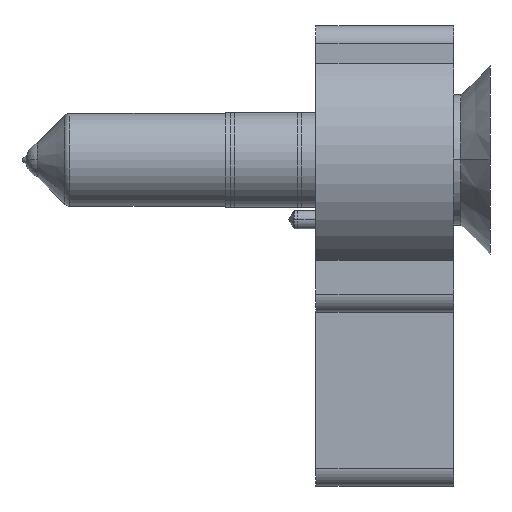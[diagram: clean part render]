
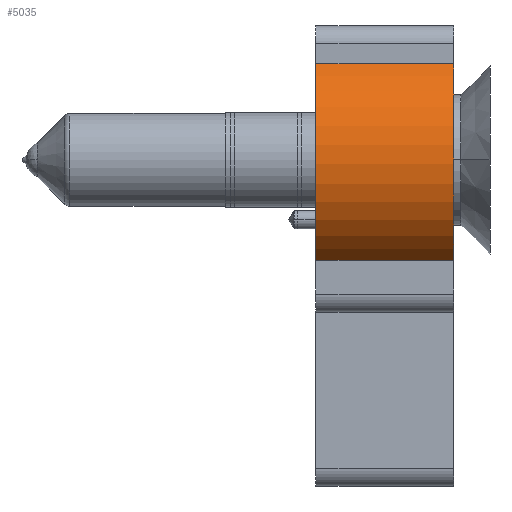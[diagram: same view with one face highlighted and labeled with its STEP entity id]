
A CAD part, front view. The second image highlights one B-rep face of the part: STEP entity #5035.
In plain terms, the highlighted cylindrical face has radius 32 mm (diameter 64 mm), a partial arc.
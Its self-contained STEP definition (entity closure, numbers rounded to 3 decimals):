
#64 = ORIENTED_EDGE ( 'NONE', *, *, #15693, .T. ) ;
#954 = EDGE_CURVE ( 'NONE', #7313, #4591, #16809, .T. ) ;
#1253 = DIRECTION ( 'NONE',  ( 0., 0., 1. ) ) ;
#1384 = ORIENTED_EDGE ( 'NONE', *, *, #954, .T. ) ;
#1497 = ORIENTED_EDGE ( 'NONE', *, *, #10562, .F. ) ;
#2753 = CARTESIAN_POINT ( 'NONE',  ( -18., -26.458, -38. ) ) ;
#3141 = DIRECTION ( 'NONE',  ( 0., 0., 1. ) ) ;
#3552 = CARTESIAN_POINT ( 'NONE',  ( 0., 0., -38. ) ) ;
#4591 = VERTEX_POINT ( 'NONE', #12656 ) ;
#4932 = CIRCLE ( 'NONE', #11786, 32. ) ;
#5035 = ADVANCED_FACE ( 'NONE', ( #13588 ), #16071, .T. ) ;
#5165 = AXIS2_PLACEMENT_3D ( 'NONE', #12037, #1253, #17326 ) ;
#5352 = CARTESIAN_POINT ( 'NONE',  ( 0., 0., 0. ) ) ;
#5468 = DIRECTION ( 'NONE',  ( 0., 0., 1. ) ) ;
#5692 = CARTESIAN_POINT ( 'NONE',  ( -16., 27.713, -38. ) ) ;
#6104 = DIRECTION ( 'NONE',  ( 1., 0., 0. ) ) ;
#6387 = CARTESIAN_POINT ( 'NONE',  ( -16., 27.713, -38. ) ) ;
#7162 = VERTEX_POINT ( 'NONE', #6387 ) ;
#7313 = VERTEX_POINT ( 'NONE', #12445 ) ;
#7630 = VERTEX_POINT ( 'NONE', #12247 ) ;
#8953 = DIRECTION ( 'NONE',  ( 0., 0., 1. ) ) ;
#9457 = DIRECTION ( 'NONE',  ( 1., 0., 0. ) ) ;
#9845 = EDGE_LOOP ( 'NONE', ( #15474, #1497, #64, #1384 ) ) ;
#10427 = VECTOR ( 'NONE', #3141, 1000. ) ;
#10562 = EDGE_CURVE ( 'NONE', #7162, #7630, #12101, .T. ) ;
#11786 = AXIS2_PLACEMENT_3D ( 'NONE', #5352, #5468, #9457 ) ;
#12037 = CARTESIAN_POINT ( 'NONE',  ( 0., 0., -38. ) ) ;
#12101 = LINE ( 'NONE', #5692, #10427 ) ;
#12247 = CARTESIAN_POINT ( 'NONE',  ( -16., 27.713, 0. ) ) ;
#12445 = CARTESIAN_POINT ( 'NONE',  ( -18., -26.458, -38. ) ) ;
#12656 = CARTESIAN_POINT ( 'NONE',  ( -18., -26.458, 0. ) ) ;
#13588 = FACE_OUTER_BOUND ( 'NONE', #9845, .T. ) ;
#14086 = VECTOR ( 'NONE', #14985, 1000. ) ;
#14128 = CIRCLE ( 'NONE', #15015, 32. ) ;
#14985 = DIRECTION ( 'NONE',  ( 0., 0., 1. ) ) ;
#15015 = AXIS2_PLACEMENT_3D ( 'NONE', #3552, #8953, #6104 ) ;
#15474 = ORIENTED_EDGE ( 'NONE', *, *, #17310, .F. ) ;
#15693 = EDGE_CURVE ( 'NONE', #7162, #7313, #14128, .T. ) ;
#16071 = CYLINDRICAL_SURFACE ( 'NONE', #5165, 32. ) ;
#16809 = LINE ( 'NONE', #2753, #14086 ) ;
#17310 = EDGE_CURVE ( 'NONE', #7630, #4591, #4932, .T. ) ;
#17326 = DIRECTION ( 'NONE',  ( 1., 0., 0. ) ) ;
